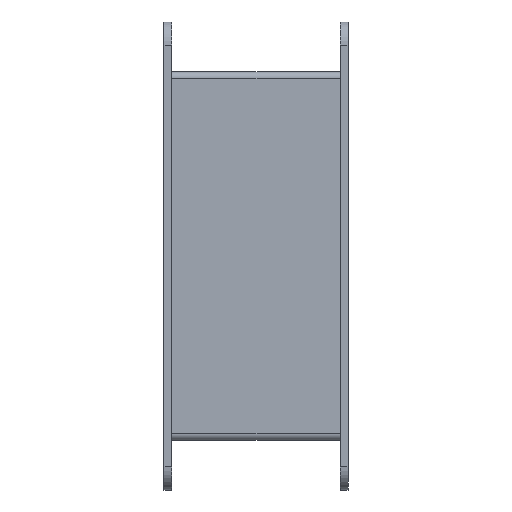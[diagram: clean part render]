
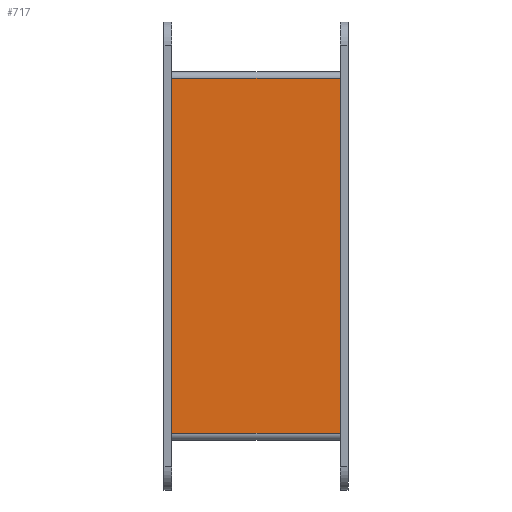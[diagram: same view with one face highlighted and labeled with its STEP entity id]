
A CAD part, left-side view. The second image highlights one B-rep face of the part: STEP entity #717.
In plain terms, the highlighted planar face has unit normal (-1, 0, 0).
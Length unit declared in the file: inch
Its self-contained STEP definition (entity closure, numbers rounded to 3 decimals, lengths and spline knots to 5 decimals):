
#21 = VERTEX_POINT ( 'NONE', #806 ) ;
#34 = VECTOR ( 'NONE', #868, 39.37008 ) ;
#37 = VERTEX_POINT ( 'NONE', #2745 ) ;
#112 = DIRECTION ( 'NONE',  ( 0., 0., 1. ) ) ;
#140 = FACE_OUTER_BOUND ( 'NONE', #2573, .T. ) ;
#234 = CARTESIAN_POINT ( 'NONE',  ( -3., 1.375, 0.108 ) ) ;
#273 = VECTOR ( 'NONE', #624, 39.37008 ) ;
#297 = DIRECTION ( 'NONE',  ( 0., 0., 1. ) ) ;
#298 = LINE ( 'NONE', #591, #273 ) ;
#354 = PLANE ( 'NONE',  #2015 ) ;
#392 = ORIENTED_EDGE ( 'NONE', *, *, #1682, .T. ) ;
#584 = ORIENTED_EDGE ( 'NONE', *, *, #1177, .T. ) ;
#591 = CARTESIAN_POINT ( 'NONE',  ( -3., 1.375, 5.892 ) ) ;
#624 = DIRECTION ( 'NONE',  ( 0., 1., 0. ) ) ;
#717 = ADVANCED_FACE ( 'NONE', ( #140 ), #354, .T. ) ;
#747 = CARTESIAN_POINT ( 'NONE',  ( -3., 1.375, 5.892 ) ) ;
#806 = CARTESIAN_POINT ( 'NONE',  ( -3., -1.375, 0.108 ) ) ;
#868 = DIRECTION ( 'NONE',  ( 0., -1., 0. ) ) ;
#1004 = CARTESIAN_POINT ( 'NONE',  ( -3., 1.375, 6. ) ) ;
#1109 = LINE ( 'NONE', #1564, #2585 ) ;
#1175 = CARTESIAN_POINT ( 'NONE',  ( -3., 1.375, 0.108 ) ) ;
#1177 = EDGE_CURVE ( 'NONE', #2393, #1587, #2757, .T. ) ;
#1216 = DIRECTION ( 'NONE',  ( -1., 0., 0. ) ) ;
#1401 = ORIENTED_EDGE ( 'NONE', *, *, #1527, .T. ) ;
#1527 = EDGE_CURVE ( 'NONE', #1587, #21, #2381, .T. ) ;
#1564 = CARTESIAN_POINT ( 'NONE',  ( -3., -1.375, 6. ) ) ;
#1587 = VERTEX_POINT ( 'NONE', #1175 ) ;
#1672 = CARTESIAN_POINT ( 'NONE',  ( -3., 1.375, 6. ) ) ;
#1682 = EDGE_CURVE ( 'NONE', #37, #2393, #298, .T. ) ;
#1933 = DIRECTION ( 'NONE',  ( 0., 0., -1. ) ) ;
#2015 = AXIS2_PLACEMENT_3D ( 'NONE', #1004, #1216, #112 ) ;
#2145 = ORIENTED_EDGE ( 'NONE', *, *, #2377, .T. ) ;
#2377 = EDGE_CURVE ( 'NONE', #21, #37, #1109, .T. ) ;
#2381 = LINE ( 'NONE', #234, #34 ) ;
#2393 = VERTEX_POINT ( 'NONE', #747 ) ;
#2573 = EDGE_LOOP ( 'NONE', ( #584, #1401, #2145, #392 ) ) ;
#2585 = VECTOR ( 'NONE', #297, 39.37008 ) ;
#2669 = VECTOR ( 'NONE', #1933, 39.37008 ) ;
#2745 = CARTESIAN_POINT ( 'NONE',  ( -3., -1.375, 5.892 ) ) ;
#2757 = LINE ( 'NONE', #1672, #2669 ) ;
